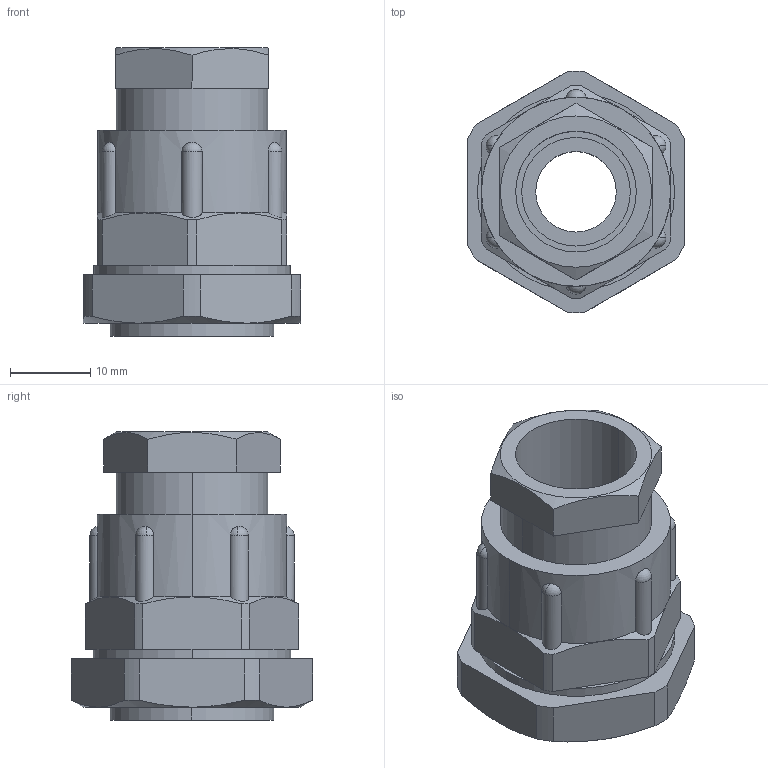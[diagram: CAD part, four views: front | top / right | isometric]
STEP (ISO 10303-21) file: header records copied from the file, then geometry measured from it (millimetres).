
FILE_DESCRIPTION (( 'STEP AP214' ), '1' );
FILE_NAME ('YSA30-10-13-54-K41 Ñàëüíèê PGL 13.5 äèàìåòð ïðîâîäíèêà 9-10ìì IP54 ÈÝÊ.STEP', '2016-09-27T10:54:18', ( '' ), ( '' ), 'SwSTEP 2.0', 'SolidWorks 2014', '' );
FILE_SCHEMA (( 'AUTOMOTIVE_DESIGN' ));
Length unit declared in the file: millimetre
Products named in the file (1): YSA30-10-13-54-K41 Ñàëüíèê PGL 13.5 äèàìåòð ïðîâîäíèêà 9-10ìì IP54 ÈÝÊ
Bounding box: 27 x 29.99 x 35.8 mm (x, y, z)
Volume: 9659.1 mm3; surface area: 8930.1 mm2
Topology: 6 solids, 6 shells, 194 faces, 490 edges, 320 vertices
Faces by surface type: plane 82, cylinder 50, bspline 36, cone 14, torus 12
Entity records: 8309 total; most frequent: CARTESIAN_POINT 3771, ORIENTED_EDGE 980, DIRECTION 804, EDGE_CURVE 490, VERTEX_POINT 320, AXIS2_PLACEMENT_3D 277, VECTOR 250, LINE 250
